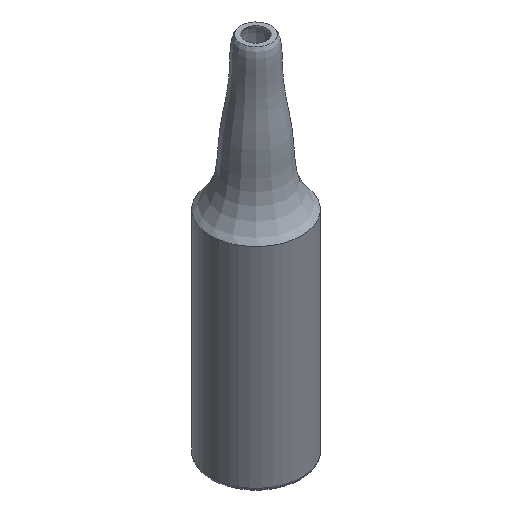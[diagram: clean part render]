
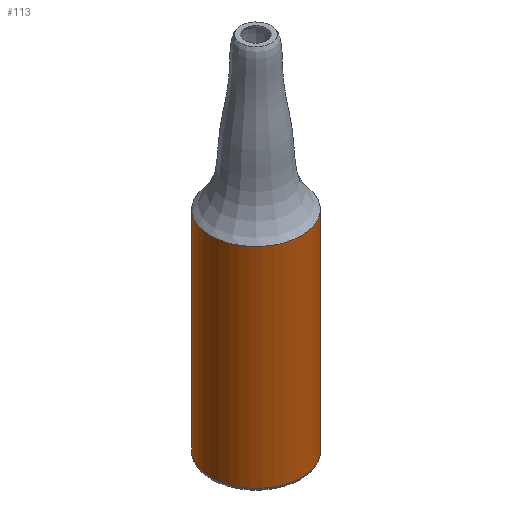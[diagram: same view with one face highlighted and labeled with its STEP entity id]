
A CAD part, isometric view. The second image highlights one B-rep face of the part: STEP entity #113.
In plain terms, the highlighted cylindrical face has radius 30 mm (diameter 60 mm), a full revolution.
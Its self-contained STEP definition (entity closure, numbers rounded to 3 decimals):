
#28=FACE_OUTER_BOUND('',#36,.T.);
#36=EDGE_LOOP('',(#94,#95,#96,#97,#98));
#44=LINE('',#548,#46);
#46=VECTOR('',#171,30.);
#49=CIRCLE('',#135,30.);
#52=CIRCLE('',#140,30.);
#53=CIRCLE('',#141,30.);
#59=VERTEX_POINT('',#537);
#61=VERTEX_POINT('',#544);
#62=VERTEX_POINT('',#545);
#70=EDGE_CURVE('',#59,#59,#49,.T.);
#73=EDGE_CURVE('',#61,#62,#52,.T.);
#74=EDGE_CURVE('',#62,#61,#53,.T.);
#75=EDGE_CURVE('',#62,#59,#44,.T.);
#94=ORIENTED_EDGE('',*,*,#73,.F.);
#95=ORIENTED_EDGE('',*,*,#74,.F.);
#96=ORIENTED_EDGE('',*,*,#75,.T.);
#97=ORIENTED_EDGE('',*,*,#70,.F.);
#98=ORIENTED_EDGE('',*,*,#75,.F.);
#107=CYLINDRICAL_SURFACE('',#139,30.);
#113=ADVANCED_FACE('',(#28),#107,.T.);
#135=AXIS2_PLACEMENT_3D('',#538,#157,#158);
#139=AXIS2_PLACEMENT_3D('',#543,#165,#166);
#140=AXIS2_PLACEMENT_3D('',#546,#167,#168);
#141=AXIS2_PLACEMENT_3D('',#547,#169,#170);
#157=DIRECTION('center_axis',(0.,0.,-1.));
#158=DIRECTION('ref_axis',(-1.,0.,0.));
#165=DIRECTION('center_axis',(0.,0.,1.));
#166=DIRECTION('ref_axis',(1.,0.,0.));
#167=DIRECTION('center_axis',(0.,0.,1.));
#168=DIRECTION('ref_axis',(1.,0.,0.));
#169=DIRECTION('center_axis',(0.,0.,1.));
#170=DIRECTION('ref_axis',(1.,0.,0.));
#171=DIRECTION('',(0.,0.,-1.));
#537=CARTESIAN_POINT('',(-30.,0.,2.));
#538=CARTESIAN_POINT('Origin',(0.,0.,2.));
#543=CARTESIAN_POINT('Origin',(0.,0.,70.));
#544=CARTESIAN_POINT('',(30.,0.,140.));
#545=CARTESIAN_POINT('',(-30.,0.,140.));
#546=CARTESIAN_POINT('Origin',(0.,0.,140.));
#547=CARTESIAN_POINT('Origin',(0.,0.,140.));
#548=CARTESIAN_POINT('',(-30.,0.,70.));
